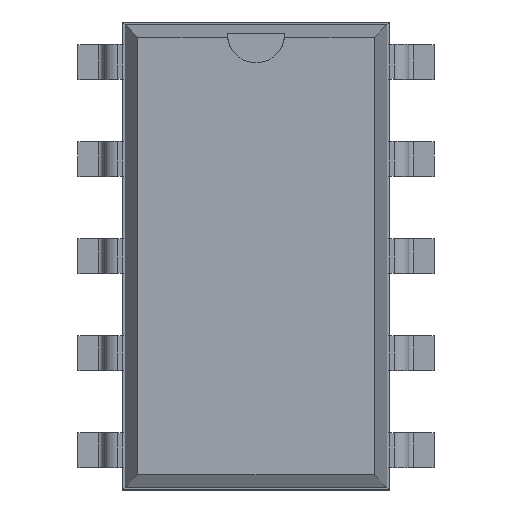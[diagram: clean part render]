
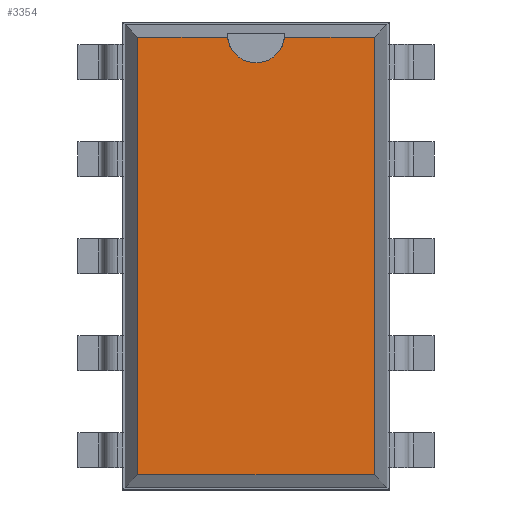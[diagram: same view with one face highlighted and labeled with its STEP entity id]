
A CAD part, top view. The second image highlights one B-rep face of the part: STEP entity #3354.
In plain terms, the highlighted planar face has unit normal (0, 0, 1).
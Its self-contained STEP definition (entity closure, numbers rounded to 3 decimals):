
#27=VECTOR('',#28,1.);
#28=DIRECTION('',(0.,1.,0.));
#34=VECTOR('',#35,1.);
#35=DIRECTION('',(-1.,0.,0.));
#41=VECTOR('',#42,1.);
#42=DIRECTION('',(0.,-1.,0.));
#46=VECTOR('',#47,1.);
#47=DIRECTION('',(1.,0.,0.));
#50=DIRECTION('',(0.,0.,-1.));
#767=DIRECTION('',(0.,0.,-1.));
#2277=VERTEX_POINT('',#2278);
#2278=CARTESIAN_POINT('',(3.101,5.726,3.68));
#2280=ORIENTED_EDGE('',*,*,#2281,.F.);
#2281=EDGE_CURVE('',#2282,#2277,#2284,.T.);
#2282=VERTEX_POINT('',#2283);
#2283=CARTESIAN_POINT('',(3.101,-5.726,3.68));
#2284=LINE('',#2283,#27);
#2788=VERTEX_POINT('',#2789);
#2789=CARTESIAN_POINT('',(-3.101,5.726,3.68));
#2791=ORIENTED_EDGE('',*,*,#2792,.F.);
#2792=EDGE_CURVE('',#2793,#2788,#2795,.T.);
#2793=VERTEX_POINT('',#2794);
#2794=CARTESIAN_POINT('',(-0.746,5.726,3.68));
#2795=LINE('',#2278,#34);
#2814=VERTEX_POINT('',#2815);
#2815=CARTESIAN_POINT('',(0.746,5.726,3.68));
#2821=ORIENTED_EDGE('',*,*,#2822,.F.);
#2822=EDGE_CURVE('',#2277,#2814,#2795,.T.);
#2845=VERTEX_POINT('',#2846);
#2846=CARTESIAN_POINT('',(-3.101,-5.726,3.68));
#2848=ORIENTED_EDGE('',*,*,#2849,.F.);
#2849=EDGE_CURVE('',#2788,#2845,#2850,.T.);
#2850=LINE('',#2789,#41);
#3349=ORIENTED_EDGE('',*,*,#3350,.F.);
#3350=EDGE_CURVE('',#2845,#2282,#3351,.T.);
#3351=LINE('',#2846,#46);
#3354=ADVANCED_FACE('',(#3355),#3366,.F.);
#3355=FACE_BOUND('',#3356,.F.);
#3356=EDGE_LOOP('',(#2280,#3349,#2848,#2791,#3357,#3364,#2821));
#3357=ORIENTED_EDGE('',*,*,#3358,.F.);
#3358=EDGE_CURVE('',#3359,#2793,#3361,.T.);
#3359=VERTEX_POINT('',#3360);
#3360=CARTESIAN_POINT('',(0.,5.051,3.68));
#3361=CIRCLE('',#3362,0.75);
#3362=AXIS2_PLACEMENT_3D('',#3363,#767,#42);
#3363=CARTESIAN_POINT('',(0.,5.801,3.68));
#3364=ORIENTED_EDGE('',*,*,#3365,.F.);
#3365=EDGE_CURVE('',#2814,#3359,#3361,.T.);
#3366=PLANE('',#3367);
#3367=AXIS2_PLACEMENT_3D('',#2283,#50,#3368);
#3368=DIRECTION('',(-0.476,0.879,0.));
